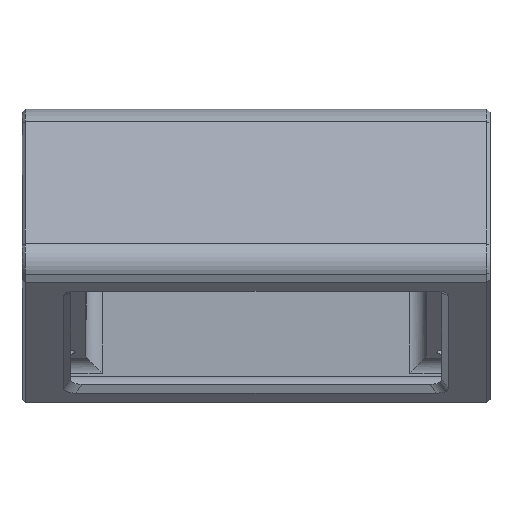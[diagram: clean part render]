
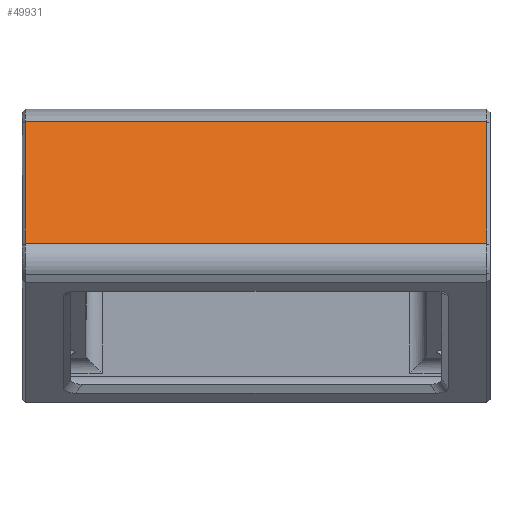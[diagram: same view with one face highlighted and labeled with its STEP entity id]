
A CAD part, top view. The second image highlights one B-rep face of the part: STEP entity #49931.
In plain terms, the highlighted planar face has unit normal (0, 0.819, 0.574).
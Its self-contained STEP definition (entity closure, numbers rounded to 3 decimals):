
#7695=LINE('',#79701,#14292);
#7703=LINE('',#79725,#14300);
#7707=LINE('',#79733,#14304);
#7708=LINE('',#79734,#14305);
#14292=VECTOR('',#64369,10.);
#14300=VECTOR('',#64395,10.);
#14304=VECTOR('',#64403,10.);
#14305=VECTOR('',#64404,10.);
#16538=PLANE('',#52594);
#18909=FACE_OUTER_BOUND('',#21612,.T.);
#21612=EDGE_LOOP('',(#45234,#45235,#45236,#45237));
#26623=VERTEX_POINT('',#79691);
#26625=VERTEX_POINT('',#79697);
#26633=VERTEX_POINT('',#79724);
#26635=VERTEX_POINT('',#79732);
#33542=EDGE_CURVE('',#26623,#26625,#7695,.T.);
#33554=EDGE_CURVE('',#26625,#26633,#7703,.T.);
#33559=EDGE_CURVE('',#26635,#26623,#7707,.T.);
#33560=EDGE_CURVE('',#26633,#26635,#7708,.T.);
#45234=ORIENTED_EDGE('',*,*,#33542,.F.);
#45235=ORIENTED_EDGE('',*,*,#33559,.F.);
#45236=ORIENTED_EDGE('',*,*,#33560,.F.);
#45237=ORIENTED_EDGE('',*,*,#33554,.F.);
#49931=ADVANCED_FACE('',(#18909),#16538,.T.);
#52594=AXIS2_PLACEMENT_3D('',#79731,#64401,#64402);
#64369=DIRECTION('',(0.,0.574,-0.819));
#64395=DIRECTION('',(1.,0.,0.));
#64401=DIRECTION('center_axis',(0.,0.819,0.574));
#64402=DIRECTION('ref_axis',(0.,0.574,-0.819));
#64403=DIRECTION('',(-1.,0.,0.));
#64404=DIRECTION('',(0.,-0.574,0.819));
#79691=CARTESIAN_POINT('',(-69.,21.394,91.095));
#79697=CARTESIAN_POINT('',(-69.,57.962,38.871));
#79701=CARTESIAN_POINT('',(-69.,15.557,99.431));
#79724=CARTESIAN_POINT('',(69.,57.962,38.871));
#79725=CARTESIAN_POINT('',(70.,57.962,38.871));
#79731=CARTESIAN_POINT('Origin',(70.,13.943,101.736));
#79732=CARTESIAN_POINT('',(69.,21.394,91.095));
#79733=CARTESIAN_POINT('',(35.,21.394,91.095));
#79734=CARTESIAN_POINT('',(69.,28.463,81.));
